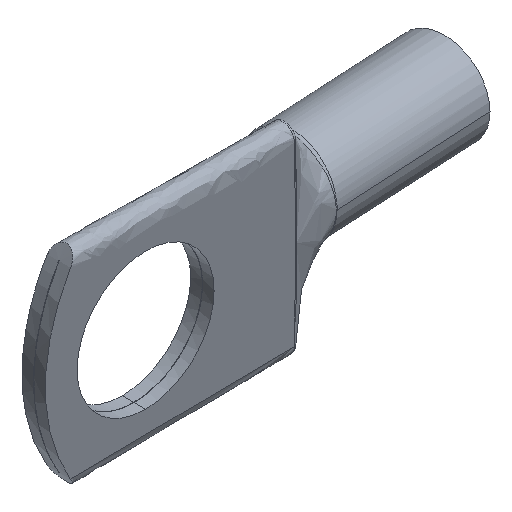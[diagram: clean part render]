
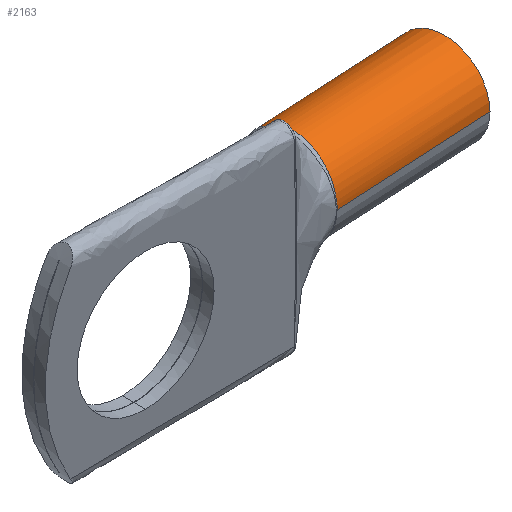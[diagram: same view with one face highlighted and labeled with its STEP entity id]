
A CAD part, isometric view. The second image highlights one B-rep face of the part: STEP entity #2163.
In plain terms, the highlighted cylindrical face has radius 2.75 mm (diameter 5.5 mm), a partial arc.
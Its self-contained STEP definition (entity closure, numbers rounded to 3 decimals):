
#64 = DIRECTION ( 'NONE',  ( -0.999, -0.052, 0. ) ) ;
#151 = CARTESIAN_POINT ( 'NONE',  ( -0.056, 4.481, 2.458 ) ) ;
#202 = CARTESIAN_POINT ( 'NONE',  ( -0.059, 4.481, 2.458 ) ) ;
#225 = CARTESIAN_POINT ( 'NONE',  ( 0.074, 3.948, 2.664 ) ) ;
#230 = ORIENTED_EDGE ( 'NONE', *, *, #1804, .T. ) ;
#283 = ORIENTED_EDGE ( 'NONE', *, *, #2393, .F. ) ;
#290 = CARTESIAN_POINT ( 'NONE',  ( -0.031, 4.612, 2.39 ) ) ;
#299 = CARTESIAN_POINT ( 'NONE',  ( 9.543, 6.504, 0. ) ) ;
#326 = CARTESIAN_POINT ( 'NONE',  ( 0.127, 6.01, 0. ) ) ;
#355 = EDGE_CURVE ( 'NONE', #2466, #1688, #2719, .T. ) ;
#366 = CARTESIAN_POINT ( 'NONE',  ( 0.12, 5.836, 0.994 ) ) ;
#399 = CARTESIAN_POINT ( 'NONE',  ( 0.049, 5.027, 2.107 ) ) ;
#407 = CARTESIAN_POINT ( 'NONE',  ( 0.222, 3.263, 2.753 ) ) ;
#416 = CARTESIAN_POINT ( 'NONE',  ( 9.687, 3.758, 0. ) ) ;
#455 = CARTESIAN_POINT ( 'NONE',  ( 0.239, 3.029, 2.743 ) ) ;
#482 = VECTOR ( 'NONE', #764, 1000. ) ;
#508 = CARTESIAN_POINT ( 'NONE',  ( 0., 3.25, 0. ) ) ;
#513 = ORIENTED_EDGE ( 'NONE', *, *, #355, .T. ) ;
#528 = CARTESIAN_POINT ( 'NONE',  ( 9.831, 1.011, 0. ) ) ;
#541 = CARTESIAN_POINT ( 'NONE',  ( 9.687, 3.758, 0. ) ) ;
#581 = VECTOR ( 'NONE', #702, 1000. ) ;
#596 = CARTESIAN_POINT ( 'NONE',  ( 0.127, 6.01, 0. ) ) ;
#627 = CARTESIAN_POINT ( 'NONE',  ( 0.084, 5.307, 1.851 ) ) ;
#637 = CARTESIAN_POINT ( 'NONE',  ( 0.007, 4.219, 2.575 ) ) ;
#678 = CARTESIAN_POINT ( 'NONE',  ( -0.065, 4.481, 2.458 ) ) ;
#686 = CARTESIAN_POINT ( 'NONE',  ( 0.174, 0.505, 0. ) ) ;
#702 = DIRECTION ( 'NONE',  ( -0.999, -0.052, 0. ) ) ;
#725 = DIRECTION ( 'NONE',  ( -0.052, 0.999, 0. ) ) ;
#733 = EDGE_CURVE ( 'NONE', #1188, #2466, #1150, .T. ) ;
#764 = DIRECTION ( 'NONE',  ( -0.999, -0.052, 0. ) ) ;
#775 = CIRCLE ( 'NONE', #2337, 2.75 ) ;
#882 = DIRECTION ( 'NONE',  ( 0.999, 0.052, 0. ) ) ;
#911 = EDGE_CURVE ( 'NONE', #2776, #1747, #2931, .T. ) ;
#955 = VERTEX_POINT ( 'NONE', #528 ) ;
#967 = DIRECTION ( 'NONE',  ( 0.999, 0.052, 0. ) ) ;
#997 = FACE_OUTER_BOUND ( 'NONE', #2049, .T. ) ;
#1017 = VERTEX_POINT ( 'NONE', #1189 ) ;
#1048 = CARTESIAN_POINT ( 'NONE',  ( -0.046, 4.429, 2.484 ) ) ;
#1122 = CARTESIAN_POINT ( 'NONE',  ( 0.234, 2.567, 2.663 ) ) ;
#1141 = CARTESIAN_POINT ( 'NONE',  ( -0.065, 4.481, 2.458 ) ) ;
#1150 = B_SPLINE_CURVE_WITH_KNOTS ( 'NONE', 3,
 ( #596, #2459, #2947, #366, #2491, #2229, #627, #399, #1329, #2262, #2148, #290, #2778, #1465 ),
 .UNSPECIFIED., .F., .F.,
 ( 4, 2, 2, 2, 2, 2, 4 ),
 ( 0.003, 0.004, 0.005, 0.005, 0.006, 0.006, 0.006 ),
 .UNSPECIFIED. ) ;
#1188 = VERTEX_POINT ( 'NONE', #326 ) ;
#1189 = CARTESIAN_POINT ( 'NONE',  ( 9.543, 6.504, 0. ) ) ;
#1325 = B_SPLINE_CURVE_WITH_KNOTS ( 'NONE', 3,
 ( #678, #2025, #202, #151 ),
 .UNSPECIFIED., .F., .F.,
 ( 4, 4 ),
 ( 0., 1. ),
 .UNSPECIFIED. ) ;
#1329 = CARTESIAN_POINT ( 'NONE',  ( 0.035, 4.928, 2.186 ) ) ;
#1337 = CARTESIAN_POINT ( 'NONE',  ( 0.226, 1.619, 2.22 ) ) ;
#1353 = ORIENTED_EDGE ( 'NONE', *, *, #733, .T. ) ;
#1355 = CARTESIAN_POINT ( 'NONE',  ( -0.026, 4.351, 2.52 ) ) ;
#1388 = CARTESIAN_POINT ( 'NONE',  ( 0.124, 3.723, 2.713 ) ) ;
#1437 = LINE ( 'NONE', #1711, #482 ) ;
#1465 = CARTESIAN_POINT ( 'NONE',  ( -0.066, 4.503, 2.447 ) ) ;
#1493 = CARTESIAN_POINT ( 'NONE',  ( -0.055, 4.455, 2.471 ) ) ;
#1497 = CARTESIAN_POINT ( 'NONE',  ( -0.056, 4.481, 2.458 ) ) ;
#1528 = EDGE_CURVE ( 'NONE', #1688, #2776, #1325, .T. ) ;
#1565 = CARTESIAN_POINT ( 'NONE',  ( -0.033, 4.377, 2.508 ) ) ;
#1569 = EDGE_CURVE ( 'NONE', #1017, #955, #775, .T. ) ;
#1613 = CARTESIAN_POINT ( 'NONE',  ( 0.047, 4.057, 2.632 ) ) ;
#1654 = AXIS2_PLACEMENT_3D ( 'NONE', #508, #967, #725 ) ;
#1688 = VERTEX_POINT ( 'NONE', #1141 ) ;
#1711 = CARTESIAN_POINT ( 'NONE',  ( 9.831, 1.011, 0. ) ) ;
#1747 = VERTEX_POINT ( 'NONE', #2534 ) ;
#1804 = EDGE_CURVE ( 'NONE', #1017, #1188, #1871, .T. ) ;
#1808 = CARTESIAN_POINT ( 'NONE',  ( 0.183, 0.655, 0.922 ) ) ;
#1871 = LINE ( 'NONE', #299, #581 ) ;
#2025 = CARTESIAN_POINT ( 'NONE',  ( -0.062, 4.481, 2.458 ) ) ;
#2049 = EDGE_LOOP ( 'NONE', ( #2270, #230, #1353, #513, #2269, #2708, #283 ) ) ;
#2051 = CARTESIAN_POINT ( 'NONE',  ( 0.232, 2.68, 2.69 ) ) ;
#2082 = CARTESIAN_POINT ( 'NONE',  ( 0.235, 2.233, 2.561 ) ) ;
#2148 = CARTESIAN_POINT ( 'NONE',  ( -0.005, 4.719, 2.326 ) ) ;
#2163 = ADVANCED_FACE ( 'NONE', ( #997 ), #2714, .T. ) ;
#2209 = CARTESIAN_POINT ( 'NONE',  ( -0.056, 4.481, 2.458 ) ) ;
#2229 = CARTESIAN_POINT ( 'NONE',  ( 0.097, 5.467, 1.658 ) ) ;
#2262 = CARTESIAN_POINT ( 'NONE',  ( 0.006, 4.772, 2.293 ) ) ;
#2269 = ORIENTED_EDGE ( 'NONE', *, *, #1528, .T. ) ;
#2270 = ORIENTED_EDGE ( 'NONE', *, *, #1569, .F. ) ;
#2271 = CARTESIAN_POINT ( 'NONE',  ( 0.188, 0.744, 1.142 ) ) ;
#2287 = CARTESIAN_POINT ( 'NONE',  ( 0.22, 1.438, 2.074 ) ) ;
#2302 = CARTESIAN_POINT ( 'NONE',  ( 0.174, 0.505, 0.236 ) ) ;
#2318 = CARTESIAN_POINT ( 'NONE',  ( 0.234, 2.017, 2.464 ) ) ;
#2337 = AXIS2_PLACEMENT_3D ( 'NONE', #416, #882, #2948 ) ;
#2393 = EDGE_CURVE ( 'NONE', #955, #1747, #1437, .T. ) ;
#2459 = CARTESIAN_POINT ( 'NONE',  ( 0.127, 6.01, 0.255 ) ) ;
#2466 = VERTEX_POINT ( 'NONE', #3025 ) ;
#2478 = AXIS2_PLACEMENT_3D ( 'NONE', #541, #64, #2891 ) ;
#2491 = CARTESIAN_POINT ( 'NONE',  ( 0.115, 5.734, 1.226 ) ) ;
#2500 = CARTESIAN_POINT ( 'NONE',  ( -0.006, 4.272, 2.554 ) ) ;
#2534 = CARTESIAN_POINT ( 'NONE',  ( 0.174, 0.505, 0. ) ) ;
#2708 = ORIENTED_EDGE ( 'NONE', *, *, #911, .T. ) ;
#2714 = CYLINDRICAL_SURFACE ( 'NONE', #2478, 2.75 ) ;
#2719 = CIRCLE ( 'NONE', #1654, 2.75 ) ;
#2724 = CARTESIAN_POINT ( 'NONE',  ( 0.174, 0.536, 0.471 ) ) ;
#2771 = CARTESIAN_POINT ( 'NONE',  ( 0.195, 3.379, 2.75 ) ) ;
#2776 = VERTEX_POINT ( 'NONE', #1497 ) ;
#2778 = CARTESIAN_POINT ( 'NONE',  ( -0.044, 4.557, 2.42 ) ) ;
#2891 = DIRECTION ( 'NONE',  ( 0.052, -0.999, 0. ) ) ;
#2931 = B_SPLINE_CURVE_WITH_KNOTS ( 'NONE', 3,
 ( #2209, #1493, #1048, #1565, #1355, #2500, #637, #1613, #225, #1388, #3005, #2771, #407, #455, #2956, #2051, #1122, #2082, #2318, #1337, #2287, #2989, #3022, #2271, #1808, #2724, #2302, #686 ),
 .UNSPECIFIED., .F., .F.,
 ( 4, 2, 2, 2, 2, 2, 2, 2, 2, 2, 2, 2, 2, 4 ),
 ( 0., 0., 0., 0., 0.001, 0.001, 0.001, 0.002, 0.002, 0.003, 0.004, 0.004, 0.005, 0.006 ),
 .UNSPECIFIED. ) ;
#2947 = CARTESIAN_POINT ( 'NONE',  ( 0.126, 5.975, 0.509 ) ) ;
#2948 = DIRECTION ( 'NONE',  ( -0.052, 0.999, 0. ) ) ;
#2956 = CARTESIAN_POINT ( 'NONE',  ( 0.231, 2.911, 2.73 ) ) ;
#2989 = CARTESIAN_POINT ( 'NONE',  ( 0.208, 1.111, 1.735 ) ) ;
#3005 = CARTESIAN_POINT ( 'NONE',  ( 0.145, 3.608, 2.73 ) ) ;
#3022 = CARTESIAN_POINT ( 'NONE',  ( 0.2, 0.973, 1.548 ) ) ;
#3025 = CARTESIAN_POINT ( 'NONE',  ( -0.066, 4.503, 2.447 ) ) ;
